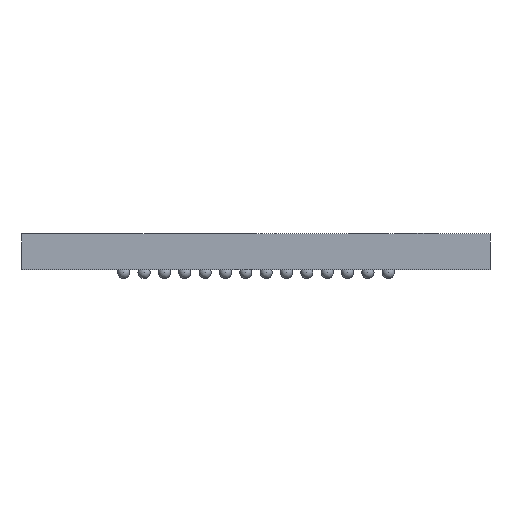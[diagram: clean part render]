
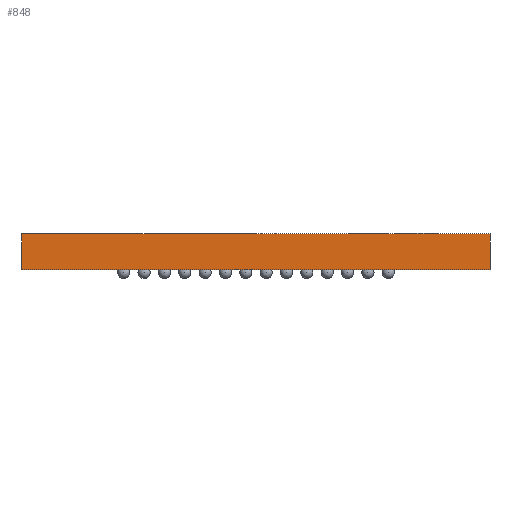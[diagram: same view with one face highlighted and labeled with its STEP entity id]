
A CAD part, front view. The second image highlights one B-rep face of the part: STEP entity #848.
In plain terms, the highlighted planar face has unit normal (0, -1, 0).
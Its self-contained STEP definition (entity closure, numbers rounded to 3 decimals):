
#848 = ADVANCED_FACE ( 'NONE', ( #26921 ), #3969, .F. ) ;
#1728 = ORIENTED_EDGE ( 'NONE', *, *, #5907, .F. ) ;
#2872 = DIRECTION ( 'NONE',  ( 1., 0., 0. ) ) ;
#2928 = DIRECTION ( 'NONE',  ( 1., 0., 0. ) ) ;
#3199 = LINE ( 'NONE', #25605, #25186 ) ;
#3969 = PLANE ( 'NONE',  #23098 ) ;
#4636 = CARTESIAN_POINT ( 'NONE',  ( -5.75, -6.5, 0.88 ) ) ;
#5907 = EDGE_CURVE ( 'NONE', #22567, #9637, #3199, .T. ) ;
#7349 = CARTESIAN_POINT ( 'NONE',  ( -5.75, -6.5, 0.88 ) ) ;
#7995 = DIRECTION ( 'NONE',  ( 0., 0., -1. ) ) ;
#8624 = DIRECTION ( 'NONE',  ( 0., 1., 0. ) ) ;
#9065 = EDGE_CURVE ( 'NONE', #12884, #18111, #25819, .T. ) ;
#9637 = VERTEX_POINT ( 'NONE', #19150 ) ;
#10652 = DIRECTION ( 'NONE',  ( 0., 0., 1. ) ) ;
#12884 = VERTEX_POINT ( 'NONE', #13548 ) ;
#13074 = VECTOR ( 'NONE', #7995, 1000. ) ;
#13548 = CARTESIAN_POINT ( 'NONE',  ( -5.75, -6.5, 0. ) ) ;
#13560 = ORIENTED_EDGE ( 'NONE', *, *, #21495, .T. ) ;
#13769 = ORIENTED_EDGE ( 'NONE', *, *, #9065, .T. ) ;
#14447 = CARTESIAN_POINT ( 'NONE',  ( 5.75, -6.5, 0. ) ) ;
#15713 = DIRECTION ( 'NONE',  ( 0., 0., -1. ) ) ;
#16180 = ORIENTED_EDGE ( 'NONE', *, *, #23199, .F. ) ;
#16511 = VECTOR ( 'NONE', #15713, 1000. ) ;
#17713 = CARTESIAN_POINT ( 'NONE',  ( -5.75, -6.5, 0.88 ) ) ;
#18022 = CARTESIAN_POINT ( 'NONE',  ( -5.75, -6.5, 0. ) ) ;
#18111 = VERTEX_POINT ( 'NONE', #14447 ) ;
#19150 = CARTESIAN_POINT ( 'NONE',  ( 5.75, -6.5, 0.88 ) ) ;
#20387 = EDGE_LOOP ( 'NONE', ( #13769, #16180, #1728, #13560 ) ) ;
#21039 = VECTOR ( 'NONE', #2872, 1000. ) ;
#21495 = EDGE_CURVE ( 'NONE', #22567, #12884, #26069, .T. ) ;
#22567 = VERTEX_POINT ( 'NONE', #17713 ) ;
#23098 = AXIS2_PLACEMENT_3D ( 'NONE', #4636, #8624, #10652 ) ;
#23199 = EDGE_CURVE ( 'NONE', #9637, #18111, #24927, .T. ) ;
#24927 = LINE ( 'NONE', #26698, #13074 ) ;
#25186 = VECTOR ( 'NONE', #2928, 1000. ) ;
#25605 = CARTESIAN_POINT ( 'NONE',  ( -5.75, -6.5, 0.88 ) ) ;
#25819 = LINE ( 'NONE', #18022, #21039 ) ;
#26069 = LINE ( 'NONE', #7349, #16511 ) ;
#26698 = CARTESIAN_POINT ( 'NONE',  ( 5.75, -6.5, 0.88 ) ) ;
#26921 = FACE_OUTER_BOUND ( 'NONE', #20387, .T. ) ;
